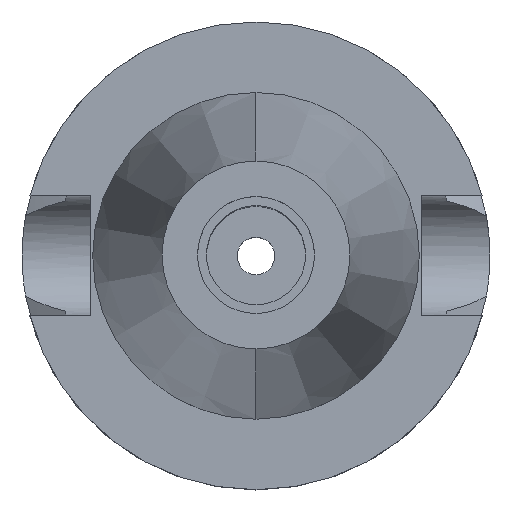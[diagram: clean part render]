
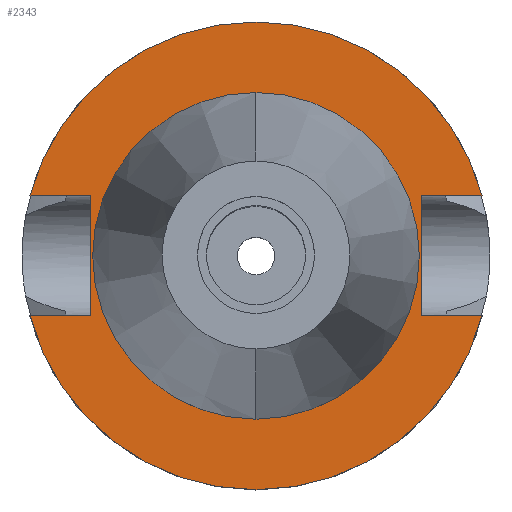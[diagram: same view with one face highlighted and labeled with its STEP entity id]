
A CAD part, top view. The second image highlights one B-rep face of the part: STEP entity #2343.
In plain terms, the highlighted planar face has unit normal (0, 0, 1).
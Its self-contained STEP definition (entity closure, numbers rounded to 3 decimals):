
#876=DIRECTION('',(1.,0.,0.));
#877=VECTOR('',#876,12.921);
#878=CARTESIAN_POINT('',(35.4,12.85,-3.));
#879=LINE('',#878,#877);
#923=DIRECTION('',(0.,1.,0.));
#924=VECTOR('',#923,25.7);
#925=CARTESIAN_POINT('',(-35.4,-12.85,-3.));
#926=LINE('',#925,#924);
#930=DIRECTION('',(-1.,0.,0.));
#931=VECTOR('',#930,12.921);
#932=CARTESIAN_POINT('',(-35.4,12.85,-3.));
#933=LINE('',#932,#931);
#937=CARTESIAN_POINT('',(0.,0.,-3.));
#938=DIRECTION('',(0.,0.,-1.));
#939=DIRECTION('',(-0.966,0.257,0.));
#940=AXIS2_PLACEMENT_3D('',#937,#938,#939);
#945=CARTESIAN_POINT('',(0.,0.,-3.));
#946=DIRECTION('',(0.,0.,-1.));
#947=DIRECTION('',(0.,1.,0.));
#948=AXIS2_PLACEMENT_3D('',#945,#946,#947);
#953=DIRECTION('',(0.,-1.,0.));
#954=VECTOR('',#953,25.7);
#955=CARTESIAN_POINT('',(35.4,12.85,-3.));
#956=LINE('',#955,#954);
#960=DIRECTION('',(1.,0.,0.));
#961=VECTOR('',#960,12.921);
#962=CARTESIAN_POINT('',(35.4,-12.85,-3.));
#963=LINE('',#962,#961);
#967=CARTESIAN_POINT('',(0.,0.,-3.));
#968=DIRECTION('',(0.,0.,-1.));
#969=DIRECTION('',(0.966,-0.257,0.));
#970=AXIS2_PLACEMENT_3D('',#967,#968,#969);
#975=CARTESIAN_POINT('',(0.,0.,-3.));
#976=DIRECTION('',(0.,0.,-1.));
#977=DIRECTION('',(0.,-1.,0.));
#978=AXIS2_PLACEMENT_3D('',#975,#976,#977);
#983=CARTESIAN_POINT('',(0.,0.,-3.));
#984=DIRECTION('',(0.,0.,1.));
#985=DIRECTION('',(0.,-1.,0.));
#986=AXIS2_PLACEMENT_3D('',#983,#984,#985);
#991=CARTESIAN_POINT('',(0.,0.,-3.));
#992=DIRECTION('',(0.,0.,1.));
#993=DIRECTION('',(0.,1.,0.));
#994=AXIS2_PLACEMENT_3D('',#991,#992,#993);
#1029=DIRECTION('',(-1.,0.,0.));
#1030=VECTOR('',#1029,12.921);
#1031=CARTESIAN_POINT('',(-35.4,-12.85,-3.));
#1032=LINE('',#1031,#1030);
#1489=CARTESIAN_POINT('',(-35.4,-12.85,-3.));
#1490=VERTEX_POINT('',#1489);
#1491=CARTESIAN_POINT('',(-48.321,-12.85,-3.));
#1492=VERTEX_POINT('',#1491);
#1495=CARTESIAN_POINT('',(-35.4,12.85,-3.));
#1496=VERTEX_POINT('',#1495);
#1497=CARTESIAN_POINT('',(-48.321,12.85,-3.));
#1498=VERTEX_POINT('',#1497);
#1499=CARTESIAN_POINT('',(0.,50.,-3.));
#1500=CARTESIAN_POINT('',(48.321,12.85,-3.));
#1501=VERTEX_POINT('',#1499);
#1502=VERTEX_POINT('',#1500);
#1503=CARTESIAN_POINT('',(35.4,12.85,-3.));
#1504=VERTEX_POINT('',#1503);
#1505=CARTESIAN_POINT('',(35.4,-12.85,-3.));
#1506=VERTEX_POINT('',#1505);
#1507=CARTESIAN_POINT('',(48.321,-12.85,-3.));
#1508=VERTEX_POINT('',#1507);
#1509=CARTESIAN_POINT('',(0.,-50.,-3.));
#1510=VERTEX_POINT('',#1509);
#1511=CARTESIAN_POINT('',(0.,-34.925,-3.));
#1512=CARTESIAN_POINT('',(0.,34.925,-3.));
#1513=VERTEX_POINT('',#1511);
#1514=VERTEX_POINT('',#1512);
#2312=CARTESIAN_POINT('',(0.,0.,-3.));
#2313=DIRECTION('',(0.,0.,-1.));
#2314=DIRECTION('',(0.,-1.,0.));
#2315=AXIS2_PLACEMENT_3D('',#2312,#2313,#2314);
#2316=PLANE('',#2315);
#2318=ORIENTED_EDGE('',*,*,#2317,.T.);
#2320=ORIENTED_EDGE('',*,*,#2319,.T.);
#2322=ORIENTED_EDGE('',*,*,#2321,.T.);
#2324=ORIENTED_EDGE('',*,*,#2323,.T.);
#2325=ORIENTED_EDGE('',*,*,#2288,.F.);
#2326=ORIENTED_EDGE('',*,*,#2302,.T.);
#2328=ORIENTED_EDGE('',*,*,#2327,.T.);
#2330=ORIENTED_EDGE('',*,*,#2329,.T.);
#2332=ORIENTED_EDGE('',*,*,#2331,.T.);
#2334=ORIENTED_EDGE('',*,*,#2333,.F.);
#2335=EDGE_LOOP('',(#2318,#2320,#2322,#2324,#2325,#2326,#2328,#2330,#2332,
#2334));
#2336=FACE_OUTER_BOUND('',#2335,.F.);
#2338=ORIENTED_EDGE('',*,*,#2337,.T.);
#2340=ORIENTED_EDGE('',*,*,#2339,.T.);
#2341=EDGE_LOOP('',(#2338,#2340));
#2342=FACE_BOUND('',#2341,.F.);
#941=CIRCLE('',#940,50.);
#949=CIRCLE('',#948,50.);
#971=CIRCLE('',#970,50.);
#979=CIRCLE('',#978,50.);
#987=CIRCLE('',#986,34.925);
#995=CIRCLE('',#994,34.925);
#2288=EDGE_CURVE('',#1504,#1502,#879,.T.);
#2302=EDGE_CURVE('',#1504,#1506,#956,.T.);
#2317=EDGE_CURVE('',#1490,#1496,#926,.T.);
#2319=EDGE_CURVE('',#1496,#1498,#933,.T.);
#2321=EDGE_CURVE('',#1498,#1501,#941,.T.);
#2323=EDGE_CURVE('',#1501,#1502,#949,.T.);
#2327=EDGE_CURVE('',#1506,#1508,#963,.T.);
#2329=EDGE_CURVE('',#1508,#1510,#971,.T.);
#2331=EDGE_CURVE('',#1510,#1492,#979,.T.);
#2333=EDGE_CURVE('',#1490,#1492,#1032,.T.);
#2337=EDGE_CURVE('',#1513,#1514,#987,.T.);
#2339=EDGE_CURVE('',#1514,#1513,#995,.T.);
#2343=ADVANCED_FACE('',(#2336,#2342),#2316,.F.);
